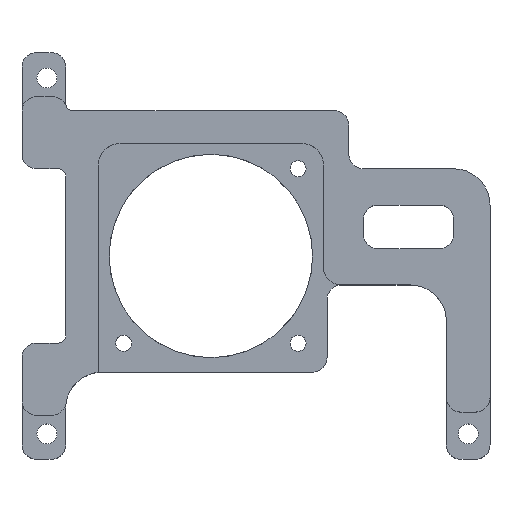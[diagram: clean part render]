
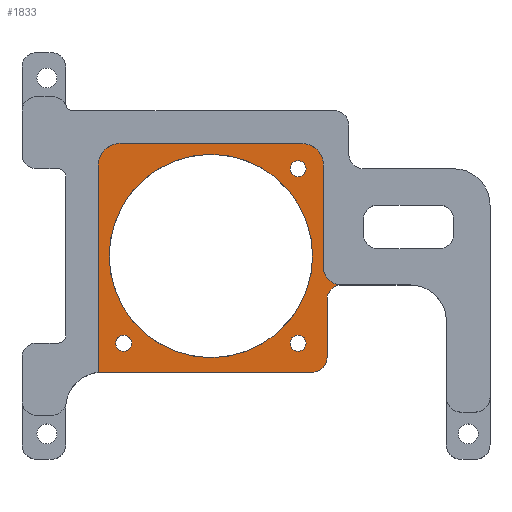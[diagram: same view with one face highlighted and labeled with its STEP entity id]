
A CAD part, top view. The second image highlights one B-rep face of the part: STEP entity #1833.
In plain terms, the highlighted planar face has unit normal (0, 0, 1).
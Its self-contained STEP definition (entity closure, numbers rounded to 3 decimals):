
#63=FACE_BOUND('',#575,.T.);
#64=FACE_BOUND('',#576,.T.);
#65=FACE_BOUND('',#577,.T.);
#66=FACE_BOUND('',#578,.T.);
#185=LINE('',#3199,#338);
#188=LINE('',#3207,#341);
#191=LINE('',#3215,#344);
#192=LINE('',#3220,#345);
#193=LINE('',#3224,#346);
#338=VECTOR('',#2502,10.);
#341=VECTOR('',#2511,10.);
#344=VECTOR('',#2520,10.);
#345=VECTOR('',#2525,10.);
#346=VECTOR('',#2528,10.);
#404=PLANE('',#2042);
#476=FACE_OUTER_BOUND('',#574,.T.);
#574=EDGE_LOOP('',(#1557,#1558,#1559,#1560,#1561,#1562,#1563,#1564,#1565,
#1566,#1567));
#575=EDGE_LOOP('',(#1568));
#576=EDGE_LOOP('',(#1569));
#577=EDGE_LOOP('',(#1570));
#578=EDGE_LOOP('',(#1571));
#727=CIRCLE('',#2033,2.5);
#728=CIRCLE('',#2037,3.);
#729=CIRCLE('',#2040,3.);
#730=CIRCLE('',#2043,5.);
#731=CIRCLE('',#2044,2.);
#732=CIRCLE('',#2045,2.);
#733=CIRCLE('',#2046,14.);
#734=CIRCLE('',#2047,1.1);
#735=CIRCLE('',#2048,1.1);
#736=CIRCLE('',#2049,1.1);
#909=VERTEX_POINT('',#3188);
#910=VERTEX_POINT('',#3190);
#911=VERTEX_POINT('',#3197);
#912=VERTEX_POINT('',#3201);
#913=VERTEX_POINT('',#3205);
#914=VERTEX_POINT('',#3209);
#915=VERTEX_POINT('',#3213);
#916=VERTEX_POINT('',#3217);
#917=VERTEX_POINT('',#3219);
#918=VERTEX_POINT('',#3221);
#919=VERTEX_POINT('',#3223);
#920=VERTEX_POINT('',#3226);
#921=VERTEX_POINT('',#3228);
#922=VERTEX_POINT('',#3230);
#923=VERTEX_POINT('',#3232);
#1148=EDGE_CURVE('',#909,#910,#727,.F.);
#1153=EDGE_CURVE('',#911,#909,#185,.T.);
#1155=EDGE_CURVE('',#912,#911,#728,.T.);
#1157=EDGE_CURVE('',#913,#912,#188,.T.);
#1159=EDGE_CURVE('',#914,#913,#729,.T.);
#1161=EDGE_CURVE('',#915,#914,#191,.T.);
#1162=EDGE_CURVE('',#916,#915,#730,.T.);
#1163=EDGE_CURVE('',#917,#916,#192,.T.);
#1164=EDGE_CURVE('',#918,#917,#731,.T.);
#1165=EDGE_CURVE('',#919,#918,#193,.T.);
#1166=EDGE_CURVE('',#910,#919,#732,.T.);
#1167=EDGE_CURVE('',#920,#920,#733,.T.);
#1168=EDGE_CURVE('',#921,#921,#734,.T.);
#1169=EDGE_CURVE('',#922,#922,#735,.T.);
#1170=EDGE_CURVE('',#923,#923,#736,.T.);
#1557=ORIENTED_EDGE('',*,*,#1162,.F.);
#1558=ORIENTED_EDGE('',*,*,#1163,.F.);
#1559=ORIENTED_EDGE('',*,*,#1164,.F.);
#1560=ORIENTED_EDGE('',*,*,#1165,.F.);
#1561=ORIENTED_EDGE('',*,*,#1166,.F.);
#1562=ORIENTED_EDGE('',*,*,#1148,.F.);
#1563=ORIENTED_EDGE('',*,*,#1153,.F.);
#1564=ORIENTED_EDGE('',*,*,#1155,.F.);
#1565=ORIENTED_EDGE('',*,*,#1157,.F.);
#1566=ORIENTED_EDGE('',*,*,#1159,.F.);
#1567=ORIENTED_EDGE('',*,*,#1161,.F.);
#1568=ORIENTED_EDGE('',*,*,#1167,.F.);
#1569=ORIENTED_EDGE('',*,*,#1168,.F.);
#1570=ORIENTED_EDGE('',*,*,#1169,.F.);
#1571=ORIENTED_EDGE('',*,*,#1170,.F.);
#1833=ADVANCED_FACE('',(#476,#63,#64,#65,#66),#404,.F.);
#2033=AXIS2_PLACEMENT_3D('',#3191,#2492,#2493);
#2037=AXIS2_PLACEMENT_3D('',#3203,#2506,#2507);
#2040=AXIS2_PLACEMENT_3D('',#3211,#2515,#2516);
#2042=AXIS2_PLACEMENT_3D('',#3216,#2521,#2522);
#2043=AXIS2_PLACEMENT_3D('',#3218,#2523,#2524);
#2044=AXIS2_PLACEMENT_3D('',#3222,#2526,#2527);
#2045=AXIS2_PLACEMENT_3D('',#3225,#2529,#2530);
#2046=AXIS2_PLACEMENT_3D('',#3227,#2531,#2532);
#2047=AXIS2_PLACEMENT_3D('',#3229,#2533,#2534);
#2048=AXIS2_PLACEMENT_3D('',#3231,#2535,#2536);
#2049=AXIS2_PLACEMENT_3D('',#3233,#2537,#2538);
#2492=DIRECTION('center_axis',(0.,0.,-1.));
#2493=DIRECTION('ref_axis',(-0.707,-0.707,0.));
#2502=DIRECTION('',(0.,-1.,0.));
#2506=DIRECTION('center_axis',(0.,0.,-1.));
#2507=DIRECTION('ref_axis',(1.,0.,0.));
#2511=DIRECTION('',(1.,0.,0.));
#2515=DIRECTION('center_axis',(0.,0.,-1.));
#2516=DIRECTION('ref_axis',(0.,1.,0.));
#2520=DIRECTION('',(0.,1.,0.));
#2521=DIRECTION('center_axis',(0.,0.,-1.));
#2522=DIRECTION('ref_axis',(-1.,0.,0.));
#2523=DIRECTION('center_axis',(0.,0.,1.));
#2524=DIRECTION('ref_axis',(0.,-1.,0.));
#2525=DIRECTION('',(-1.,0.,0.));
#2526=DIRECTION('center_axis',(0.,0.,-1.));
#2527=DIRECTION('ref_axis',(0.,-1.,0.));
#2528=DIRECTION('',(0.,-1.,0.));
#2529=DIRECTION('center_axis',(0.,0.,1.));
#2530=DIRECTION('ref_axis',(0.,-1.,0.));
#2531=DIRECTION('center_axis',(0.,0.,1.));
#2532=DIRECTION('ref_axis',(-1.,0.,0.));
#2533=DIRECTION('center_axis',(0.,0.,1.));
#2534=DIRECTION('ref_axis',(-1.,0.,0.));
#2535=DIRECTION('center_axis',(0.,0.,1.));
#2536=DIRECTION('ref_axis',(-1.,0.,0.));
#2537=DIRECTION('center_axis',(0.,0.,1.));
#2538=DIRECTION('ref_axis',(-1.,0.,0.));
#3188=CARTESIAN_POINT('',(38.47,26.5,1.4));
#3190=CARTESIAN_POINT('',(40.97,24.,1.4));
#3191=CARTESIAN_POINT('Origin',(40.97,26.5,1.4));
#3197=CARTESIAN_POINT('',(38.47,40.5,1.4));
#3199=CARTESIAN_POINT('',(38.47,12.,1.4));
#3201=CARTESIAN_POINT('',(35.47,43.5,1.4));
#3203=CARTESIAN_POINT('Origin',(35.47,40.5,1.4));
#3205=CARTESIAN_POINT('',(10.47,43.5,1.4));
#3207=CARTESIAN_POINT('',(35.47,43.5,1.4));
#3209=CARTESIAN_POINT('',(7.47,40.5,1.4));
#3211=CARTESIAN_POINT('Origin',(10.47,40.5,1.4));
#3213=CARTESIAN_POINT('',(7.47,11.975,1.4));
#3215=CARTESIAN_POINT('',(7.47,12.,1.4));
#3216=CARTESIAN_POINT('Origin',(22.97,11.5,1.4));
#3217=CARTESIAN_POINT('',(7.97,12.,1.4));
#3218=CARTESIAN_POINT('Origin',(7.97,7.,1.4));
#3219=CARTESIAN_POINT('',(36.97,12.,1.4));
#3220=CARTESIAN_POINT('',(15.47,12.,1.4));
#3221=CARTESIAN_POINT('',(38.97,14.,1.4));
#3222=CARTESIAN_POINT('Origin',(36.97,14.,1.4));
#3223=CARTESIAN_POINT('',(38.97,22.,1.4));
#3224=CARTESIAN_POINT('',(38.97,16.518,1.4));
#3225=CARTESIAN_POINT('Origin',(40.97,22.,1.4));
#3226=CARTESIAN_POINT('',(36.97,28.,1.4));
#3227=CARTESIAN_POINT('Origin',(22.97,28.,1.4));
#3228=CARTESIAN_POINT('',(36.07,40.,1.4));
#3229=CARTESIAN_POINT('Origin',(34.97,40.,1.4));
#3230=CARTESIAN_POINT('',(36.07,16.,1.4));
#3231=CARTESIAN_POINT('Origin',(34.97,16.,1.4));
#3232=CARTESIAN_POINT('',(12.07,16.,1.4));
#3233=CARTESIAN_POINT('Origin',(10.97,16.,1.4));
